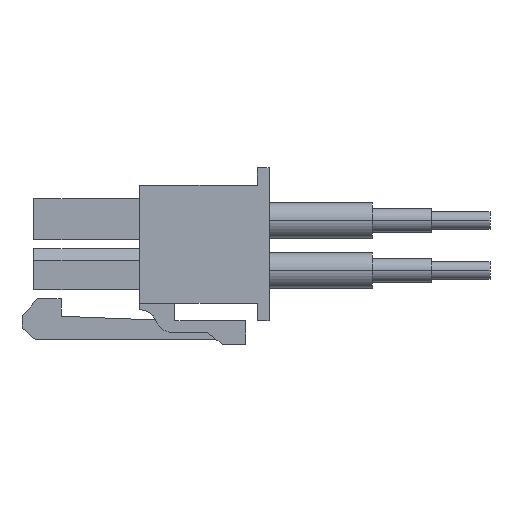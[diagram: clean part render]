
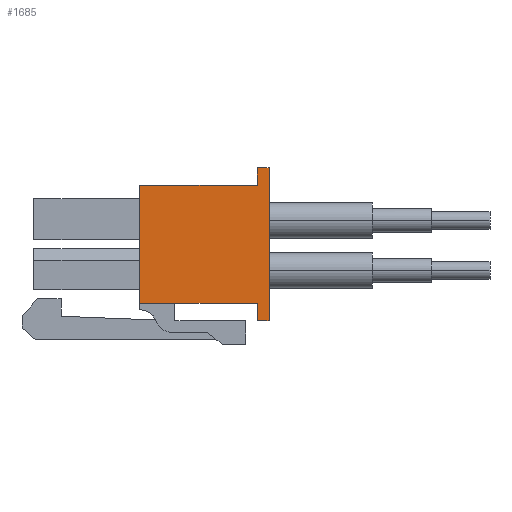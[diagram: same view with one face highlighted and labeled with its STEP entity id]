
A CAD part, left-side view. The second image highlights one B-rep face of the part: STEP entity #1685.
In plain terms, the highlighted planar face has unit normal (-1, 0, 0).
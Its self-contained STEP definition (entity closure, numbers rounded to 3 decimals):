
#93 = VECTOR ( 'NONE', #8643, 1000. ) ;
#184 = EDGE_CURVE ( 'NONE', #4160, #5734, #7785, .T. ) ;
#215 = VECTOR ( 'NONE', #5121, 1000. ) ;
#417 = CARTESIAN_POINT ( 'NONE',  ( -5., 11., -5. ) ) ;
#514 = DIRECTION ( 'NONE',  ( 0., 0., 1. ) ) ;
#648 = ORIENTED_EDGE ( 'NONE', *, *, #8946, .F. ) ;
#945 = DIRECTION ( 'NONE',  ( 0., 0., 1. ) ) ;
#1035 = LINE ( 'NONE', #2048, #4506 ) ;
#1445 = EDGE_CURVE ( 'NONE', #5734, #4326, #4753, .T. ) ;
#1544 = EDGE_CURVE ( 'NONE', #2604, #4160, #2043, .T. ) ;
#1685 = ADVANCED_FACE ( 'NONE', ( #5609 ), #3892, .F. ) ;
#1688 = CARTESIAN_POINT ( 'NONE',  ( -5., 0., -5. ) ) ;
#1771 = VECTOR ( 'NONE', #7370, 1000. ) ;
#1816 = CARTESIAN_POINT ( 'NONE',  ( -5., 0., 0. ) ) ;
#1986 = LINE ( 'NONE', #3196, #1771 ) ;
#1989 = CARTESIAN_POINT ( 'NONE',  ( -5., 11., -5. ) ) ;
#2043 = LINE ( 'NONE', #3718, #215 ) ;
#2048 = CARTESIAN_POINT ( 'NONE',  ( -5., 0., -6.5 ) ) ;
#2095 = VERTEX_POINT ( 'NONE', #4746 ) ;
#2244 = DIRECTION ( 'NONE',  ( 0., -1., 0. ) ) ;
#2431 = EDGE_CURVE ( 'NONE', #4326, #2095, #7669, .T. ) ;
#2604 = VERTEX_POINT ( 'NONE', #8915 ) ;
#2917 = VECTOR ( 'NONE', #2244, 1000. ) ;
#3196 = CARTESIAN_POINT ( 'NONE',  ( -5., 0., -5. ) ) ;
#3239 = CARTESIAN_POINT ( 'NONE',  ( -5., 1., 5. ) ) ;
#3304 = VECTOR ( 'NONE', #5250, 1000. ) ;
#3428 = CARTESIAN_POINT ( 'NONE',  ( -5., 1., -6.5 ) ) ;
#3648 = VECTOR ( 'NONE', #945, 1000. ) ;
#3718 = CARTESIAN_POINT ( 'NONE',  ( -5., 0., 5. ) ) ;
#3892 = PLANE ( 'NONE',  #8273 ) ;
#3989 = ORIENTED_EDGE ( 'NONE', *, *, #5363, .F. ) ;
#4138 = DIRECTION ( 'NONE',  ( 0., 1., 0. ) ) ;
#4160 = VERTEX_POINT ( 'NONE', #3239 ) ;
#4173 = CARTESIAN_POINT ( 'NONE',  ( -5., 0., 6.5 ) ) ;
#4295 = CARTESIAN_POINT ( 'NONE',  ( -5., 0., 6.5 ) ) ;
#4326 = VERTEX_POINT ( 'NONE', #4173 ) ;
#4506 = VECTOR ( 'NONE', #4138, 1000. ) ;
#4563 = EDGE_LOOP ( 'NONE', ( #3989, #6923, #8072, #5647, #6502, #8889, #8938, #648 ) ) ;
#4604 = DIRECTION ( 'NONE',  ( 0., 0., -1. ) ) ;
#4698 = CARTESIAN_POINT ( 'NONE',  ( -5., 1., 5. ) ) ;
#4746 = CARTESIAN_POINT ( 'NONE',  ( -5., 0., -6.5 ) ) ;
#4753 = LINE ( 'NONE', #4295, #2917 ) ;
#5121 = DIRECTION ( 'NONE',  ( 0., -1., 0. ) ) ;
#5250 = DIRECTION ( 'NONE',  ( 0., 0., 1. ) ) ;
#5363 = EDGE_CURVE ( 'NONE', #6947, #8503, #1986, .T. ) ;
#5609 = FACE_OUTER_BOUND ( 'NONE', #4563, .T. ) ;
#5647 = ORIENTED_EDGE ( 'NONE', *, *, #2431, .F. ) ;
#5734 = VERTEX_POINT ( 'NONE', #7484 ) ;
#5790 = CARTESIAN_POINT ( 'NONE',  ( -5., 1., -5. ) ) ;
#5830 = VERTEX_POINT ( 'NONE', #3428 ) ;
#5918 = VECTOR ( 'NONE', #514, 1000. ) ;
#6136 = LINE ( 'NONE', #5790, #5918 ) ;
#6233 = CARTESIAN_POINT ( 'NONE',  ( -5., 1., -5. ) ) ;
#6502 = ORIENTED_EDGE ( 'NONE', *, *, #1445, .F. ) ;
#6797 = EDGE_CURVE ( 'NONE', #5830, #6947, #6136, .T. ) ;
#6923 = ORIENTED_EDGE ( 'NONE', *, *, #6797, .F. ) ;
#6947 = VERTEX_POINT ( 'NONE', #6233 ) ;
#7370 = DIRECTION ( 'NONE',  ( 0., 1., 0. ) ) ;
#7484 = CARTESIAN_POINT ( 'NONE',  ( -5., 1., 6.5 ) ) ;
#7540 = EDGE_CURVE ( 'NONE', #2095, #5830, #1035, .T. ) ;
#7669 = LINE ( 'NONE', #1688, #93 ) ;
#7785 = LINE ( 'NONE', #4698, #3648 ) ;
#8072 = ORIENTED_EDGE ( 'NONE', *, *, #7540, .F. ) ;
#8273 = AXIS2_PLACEMENT_3D ( 'NONE', #1816, #8776, #4604 ) ;
#8503 = VERTEX_POINT ( 'NONE', #1989 ) ;
#8632 = LINE ( 'NONE', #417, #3304 ) ;
#8643 = DIRECTION ( 'NONE',  ( 0., 0., -1. ) ) ;
#8776 = DIRECTION ( 'NONE',  ( 1., 0., 0. ) ) ;
#8889 = ORIENTED_EDGE ( 'NONE', *, *, #184, .F. ) ;
#8915 = CARTESIAN_POINT ( 'NONE',  ( -5., 11., 5. ) ) ;
#8938 = ORIENTED_EDGE ( 'NONE', *, *, #1544, .F. ) ;
#8946 = EDGE_CURVE ( 'NONE', #8503, #2604, #8632, .T. ) ;
